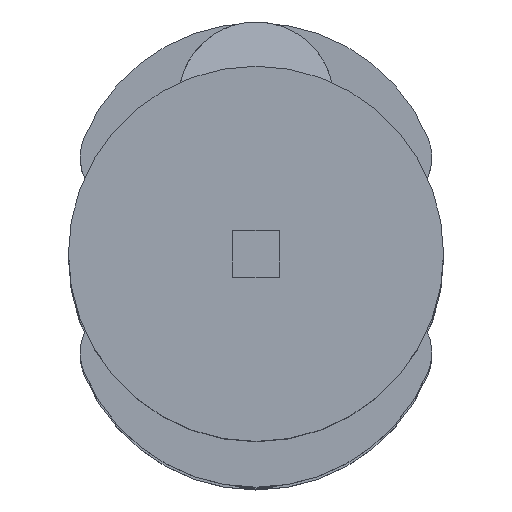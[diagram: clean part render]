
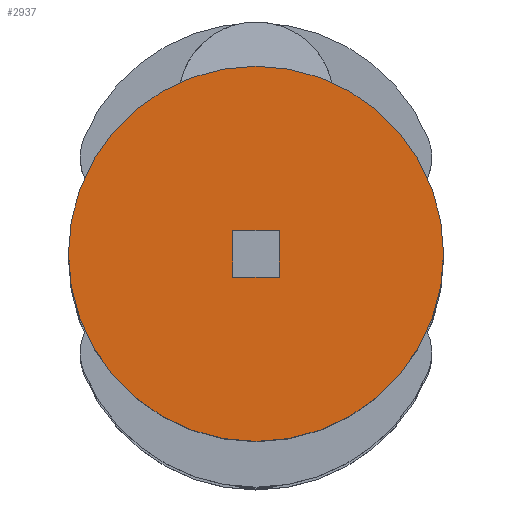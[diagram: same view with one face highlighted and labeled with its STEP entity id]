
A CAD part, top view. The second image highlights one B-rep face of the part: STEP entity #2937.
In plain terms, the highlighted planar face has unit normal (0, 0, 1).
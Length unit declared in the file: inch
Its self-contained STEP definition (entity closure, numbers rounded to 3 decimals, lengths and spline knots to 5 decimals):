
#2 = DIRECTION ( 'NONE',  ( 1., 0., 0. ) ) ;
#75 = ORIENTED_EDGE ( 'NONE', *, *, #3118, .F. ) ;
#169 = EDGE_CURVE ( 'NONE', #3078, #435, #1124, .T. ) ;
#201 = EDGE_CURVE ( 'NONE', #435, #3063, #2665, .T. ) ;
#290 = VERTEX_POINT ( 'NONE', #919 ) ;
#322 = EDGE_LOOP ( 'NONE', ( #75, #2709, #485, #400 ) ) ;
#400 = ORIENTED_EDGE ( 'NONE', *, *, #1464, .F. ) ;
#426 = CARTESIAN_POINT ( 'NONE',  ( 0., 3.63095, -25.56598 ) ) ;
#435 = VERTEX_POINT ( 'NONE', #1306 ) ;
#467 = DIRECTION ( 'NONE',  ( 1., 0., 0. ) ) ;
#477 = VERTEX_POINT ( 'NONE', #3714 ) ;
#485 = ORIENTED_EDGE ( 'NONE', *, *, #169, .F. ) ;
#684 = LINE ( 'NONE', #992, #1362 ) ;
#910 = DIRECTION ( 'NONE',  ( -1., 0., 0. ) ) ;
#919 = CARTESIAN_POINT ( 'NONE',  ( -0.5, 3.63095, -25.56598 ) ) ;
#945 = DIRECTION ( 'NONE',  ( 1., 0., 0. ) ) ;
#992 = CARTESIAN_POINT ( 'NONE',  ( 0.0625, 3.69345, -25.56598 ) ) ;
#1124 = LINE ( 'NONE', #2881, #1942 ) ;
#1136 = FACE_BOUND ( 'NONE', #322, .T. ) ;
#1181 = AXIS2_PLACEMENT_3D ( 'NONE', #1938, #2870, #467 ) ;
#1261 = DIRECTION ( 'NONE',  ( 1., 0., 0. ) ) ;
#1270 = EDGE_CURVE ( 'NONE', #477, #290, #3555, .T. ) ;
#1292 = EDGE_CURVE ( 'NONE', #290, #477, #1912, .T. ) ;
#1306 = CARTESIAN_POINT ( 'NONE',  ( -0.0625, 3.56845, -25.56598 ) ) ;
#1352 = ORIENTED_EDGE ( 'NONE', *, *, #1292, .T. ) ;
#1362 = VECTOR ( 'NONE', #3037, 39.37008 ) ;
#1438 = CARTESIAN_POINT ( 'NONE',  ( 0.0625, 3.69345, -25.56598 ) ) ;
#1443 = PLANE ( 'NONE',  #3027 ) ;
#1464 = EDGE_CURVE ( 'NONE', #3448, #3078, #2348, .T. ) ;
#1522 = CARTESIAN_POINT ( 'NONE',  ( -0.0625, 3.56845, -25.56598 ) ) ;
#1877 = CARTESIAN_POINT ( 'NONE',  ( -0.0625, 3.69345, -25.56598 ) ) ;
#1912 = CIRCLE ( 'NONE', #1181, 0.5 ) ;
#1938 = CARTESIAN_POINT ( 'NONE',  ( 0., 3.63095, -25.56598 ) ) ;
#1942 = VECTOR ( 'NONE', #3455, 39.37008 ) ;
#2021 = FACE_OUTER_BOUND ( 'NONE', #3660, .T. ) ;
#2302 = ORIENTED_EDGE ( 'NONE', *, *, #1270, .T. ) ;
#2313 = CARTESIAN_POINT ( 'NONE',  ( -0.0625, 3.69345, -25.56598 ) ) ;
#2348 = LINE ( 'NONE', #2313, #3120 ) ;
#2607 = CARTESIAN_POINT ( 'NONE',  ( 0., 3.63095, -25.56598 ) ) ;
#2619 = DIRECTION ( 'NONE',  ( 0., 0., 1. ) ) ;
#2665 = LINE ( 'NONE', #1522, #3226 ) ;
#2702 = AXIS2_PLACEMENT_3D ( 'NONE', #426, #2753, #1261 ) ;
#2709 = ORIENTED_EDGE ( 'NONE', *, *, #201, .F. ) ;
#2753 = DIRECTION ( 'NONE',  ( 0., 0., 1. ) ) ;
#2870 = DIRECTION ( 'NONE',  ( 0., 0., 1. ) ) ;
#2881 = CARTESIAN_POINT ( 'NONE',  ( -0.0625, 3.69345, -25.56598 ) ) ;
#2937 = ADVANCED_FACE ( 'NONE', ( #1136, #2021 ), #1443, .T. ) ;
#3027 = AXIS2_PLACEMENT_3D ( 'NONE', #2607, #2619, #2 ) ;
#3037 = DIRECTION ( 'NONE',  ( 0., 1., 0. ) ) ;
#3063 = VERTEX_POINT ( 'NONE', #3749 ) ;
#3078 = VERTEX_POINT ( 'NONE', #1877 ) ;
#3118 = EDGE_CURVE ( 'NONE', #3063, #3448, #684, .T. ) ;
#3120 = VECTOR ( 'NONE', #910, 39.37008 ) ;
#3226 = VECTOR ( 'NONE', #945, 39.37008 ) ;
#3448 = VERTEX_POINT ( 'NONE', #1438 ) ;
#3455 = DIRECTION ( 'NONE',  ( 0., -1., 0. ) ) ;
#3555 = CIRCLE ( 'NONE', #2702, 0.5 ) ;
#3660 = EDGE_LOOP ( 'NONE', ( #1352, #2302 ) ) ;
#3714 = CARTESIAN_POINT ( 'NONE',  ( 0.5, 3.63095, -25.56598 ) ) ;
#3749 = CARTESIAN_POINT ( 'NONE',  ( 0.0625, 3.56845, -25.56598 ) ) ;
